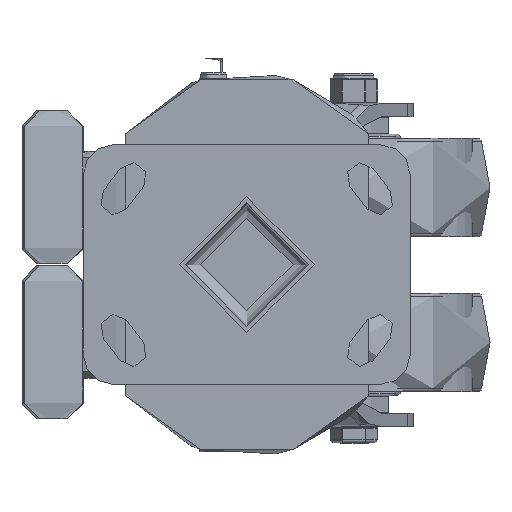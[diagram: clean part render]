
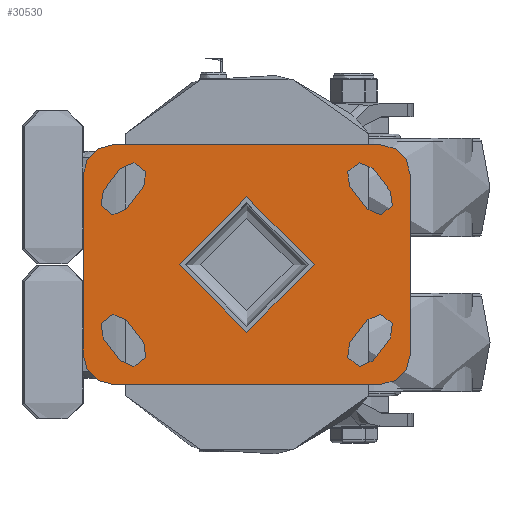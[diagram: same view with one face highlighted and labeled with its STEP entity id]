
A CAD part, top view. The second image highlights one B-rep face of the part: STEP entity #30530.
In plain terms, the highlighted planar face has unit normal (0, 0, 1).
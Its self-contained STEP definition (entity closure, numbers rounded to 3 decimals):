
#2396=FACE_BOUND('',#5913,.T.);
#2397=FACE_BOUND('',#5914,.T.);
#2398=FACE_BOUND('',#5915,.T.);
#2399=FACE_BOUND('',#5916,.T.);
#2400=FACE_BOUND('',#5917,.T.);
#2773=PLANE('',#33569);
#4026=FACE_OUTER_BOUND('',#5912,.T.);
#5912=EDGE_LOOP('',(#23883,#23884,#23885,#23886,#23887,#23888,#23889,#23890));
#5913=EDGE_LOOP('',(#23891));
#5914=EDGE_LOOP('',(#23892,#23893,#23894,#23895));
#5915=EDGE_LOOP('',(#23896,#23897,#23898,#23899));
#5916=EDGE_LOOP('',(#23900,#23901,#23902,#23903));
#5917=EDGE_LOOP('',(#23904,#23905,#23906,#23907));
#7687=LINE('',#113593,#9490);
#7688=LINE('',#113595,#9491);
#7689=LINE('',#113596,#9492);
#7690=LINE('',#113597,#9493);
#7691=LINE('',#113598,#9494);
#7692=LINE('',#113599,#9495);
#7693=LINE('',#113600,#9496);
#7694=LINE('',#113601,#9497);
#7695=LINE('',#113602,#9498);
#7696=LINE('',#113603,#9499);
#7697=LINE('',#113604,#9500);
#7698=LINE('',#113605,#9501);
#9490=VECTOR('',#39113,1000.);
#9491=VECTOR('',#39116,1000.);
#9492=VECTOR('',#39117,1000.);
#9493=VECTOR('',#39118,1000.);
#9494=VECTOR('',#39119,1000.);
#9495=VECTOR('',#39120,1000.);
#9496=VECTOR('',#39121,1000.);
#9497=VECTOR('',#39122,1000.);
#9498=VECTOR('',#39123,1000.);
#9499=VECTOR('',#39124,1000.);
#9500=VECTOR('',#39125,1000.);
#9501=VECTOR('',#39126,1000.);
#11424=CIRCLE('',#33500,6.75);
#11425=CIRCLE('',#33502,6.75);
#11428=CIRCLE('',#33506,6.75);
#11429=CIRCLE('',#33508,6.75);
#11432=CIRCLE('',#33512,6.75);
#11433=CIRCLE('',#33514,6.75);
#11436=CIRCLE('',#33518,6.75);
#11437=CIRCLE('',#33520,6.75);
#11439=CIRCLE('',#33523,14.);
#11441=CIRCLE('',#33526,14.);
#11443=CIRCLE('',#33529,14.);
#11445=CIRCLE('',#33532,14.);
#11456=CIRCLE('',#33547,31.);
#13197=VERTEX_POINT('',#113419);
#13198=VERTEX_POINT('',#113421);
#13199=VERTEX_POINT('',#113425);
#13200=VERTEX_POINT('',#113426);
#13205=VERTEX_POINT('',#113437);
#13206=VERTEX_POINT('',#113439);
#13207=VERTEX_POINT('',#113443);
#13208=VERTEX_POINT('',#113444);
#13213=VERTEX_POINT('',#113455);
#13214=VERTEX_POINT('',#113457);
#13215=VERTEX_POINT('',#113461);
#13216=VERTEX_POINT('',#113462);
#13221=VERTEX_POINT('',#113473);
#13222=VERTEX_POINT('',#113475);
#13223=VERTEX_POINT('',#113479);
#13224=VERTEX_POINT('',#113480);
#13227=VERTEX_POINT('',#113488);
#13228=VERTEX_POINT('',#113489);
#13231=VERTEX_POINT('',#113497);
#13232=VERTEX_POINT('',#113498);
#13235=VERTEX_POINT('',#113506);
#13236=VERTEX_POINT('',#113507);
#13239=VERTEX_POINT('',#113515);
#13240=VERTEX_POINT('',#113516);
#13251=VERTEX_POINT('',#113546);
#16971=EDGE_CURVE('',#13198,#13197,#11424,.T.);
#16973=EDGE_CURVE('',#13199,#13200,#11425,.T.);
#16979=EDGE_CURVE('',#13206,#13205,#11428,.T.);
#16981=EDGE_CURVE('',#13207,#13208,#11429,.T.);
#16987=EDGE_CURVE('',#13214,#13213,#11432,.T.);
#16989=EDGE_CURVE('',#13215,#13216,#11433,.T.);
#16995=EDGE_CURVE('',#13222,#13221,#11436,.T.);
#16997=EDGE_CURVE('',#13223,#13224,#11437,.T.);
#17001=EDGE_CURVE('',#13227,#13228,#11439,.T.);
#17005=EDGE_CURVE('',#13231,#13232,#11441,.T.);
#17009=EDGE_CURVE('',#13235,#13236,#11443,.T.);
#17013=EDGE_CURVE('',#13239,#13240,#11445,.T.);
#17029=EDGE_CURVE('',#13251,#13251,#11456,.T.);
#17055=EDGE_CURVE('',#13232,#13239,#7687,.T.);
#17056=EDGE_CURVE('',#13228,#13231,#7688,.T.);
#17057=EDGE_CURVE('',#13236,#13227,#7689,.T.);
#17058=EDGE_CURVE('',#13240,#13235,#7690,.T.);
#17059=EDGE_CURVE('',#13221,#13223,#7691,.T.);
#17060=EDGE_CURVE('',#13224,#13222,#7692,.T.);
#17061=EDGE_CURVE('',#13213,#13215,#7693,.T.);
#17062=EDGE_CURVE('',#13216,#13214,#7694,.T.);
#17063=EDGE_CURVE('',#13205,#13207,#7695,.T.);
#17064=EDGE_CURVE('',#13208,#13206,#7696,.T.);
#17065=EDGE_CURVE('',#13197,#13199,#7697,.T.);
#17066=EDGE_CURVE('',#13200,#13198,#7698,.T.);
#23883=ORIENTED_EDGE('',*,*,#17013,.F.);
#23884=ORIENTED_EDGE('',*,*,#17055,.F.);
#23885=ORIENTED_EDGE('',*,*,#17005,.F.);
#23886=ORIENTED_EDGE('',*,*,#17056,.F.);
#23887=ORIENTED_EDGE('',*,*,#17001,.F.);
#23888=ORIENTED_EDGE('',*,*,#17057,.F.);
#23889=ORIENTED_EDGE('',*,*,#17009,.F.);
#23890=ORIENTED_EDGE('',*,*,#17058,.F.);
#23891=ORIENTED_EDGE('',*,*,#17029,.F.);
#23892=ORIENTED_EDGE('',*,*,#17059,.T.);
#23893=ORIENTED_EDGE('',*,*,#16997,.T.);
#23894=ORIENTED_EDGE('',*,*,#17060,.T.);
#23895=ORIENTED_EDGE('',*,*,#16995,.T.);
#23896=ORIENTED_EDGE('',*,*,#17061,.T.);
#23897=ORIENTED_EDGE('',*,*,#16989,.T.);
#23898=ORIENTED_EDGE('',*,*,#17062,.T.);
#23899=ORIENTED_EDGE('',*,*,#16987,.T.);
#23900=ORIENTED_EDGE('',*,*,#17063,.T.);
#23901=ORIENTED_EDGE('',*,*,#16981,.T.);
#23902=ORIENTED_EDGE('',*,*,#17064,.T.);
#23903=ORIENTED_EDGE('',*,*,#16979,.T.);
#23904=ORIENTED_EDGE('',*,*,#17065,.T.);
#23905=ORIENTED_EDGE('',*,*,#16973,.T.);
#23906=ORIENTED_EDGE('',*,*,#17066,.T.);
#23907=ORIENTED_EDGE('',*,*,#16971,.T.);
#30530=ADVANCED_FACE('',(#4026,#2396,#2397,#2398,#2399,#2400),#2773,.T.);
#33500=AXIS2_PLACEMENT_3D('',#113422,#38933,#38934);
#33502=AXIS2_PLACEMENT_3D('',#113427,#38938,#38939);
#33506=AXIS2_PLACEMENT_3D('',#113440,#38949,#38950);
#33508=AXIS2_PLACEMENT_3D('',#113445,#38954,#38955);
#33512=AXIS2_PLACEMENT_3D('',#113458,#38965,#38966);
#33514=AXIS2_PLACEMENT_3D('',#113463,#38970,#38971);
#33518=AXIS2_PLACEMENT_3D('',#113476,#38981,#38982);
#33520=AXIS2_PLACEMENT_3D('',#113481,#38986,#38987);
#33523=AXIS2_PLACEMENT_3D('',#113490,#38994,#38995);
#33526=AXIS2_PLACEMENT_3D('',#113499,#39002,#39003);
#33529=AXIS2_PLACEMENT_3D('',#113508,#39010,#39011);
#33532=AXIS2_PLACEMENT_3D('',#113517,#39018,#39019);
#33547=AXIS2_PLACEMENT_3D('',#113548,#39053,#39054);
#33569=AXIS2_PLACEMENT_3D('',#113594,#39114,#39115);
#38933=DIRECTION('center_axis',(0.,0.,-1.));
#38934=DIRECTION('ref_axis',(1.,0.,0.));
#38938=DIRECTION('center_axis',(0.,0.,-1.));
#38939=DIRECTION('ref_axis',(1.,0.,0.));
#38949=DIRECTION('center_axis',(0.,0.,-1.));
#38950=DIRECTION('ref_axis',(1.,0.,0.));
#38954=DIRECTION('center_axis',(0.,0.,-1.));
#38955=DIRECTION('ref_axis',(1.,0.,0.));
#38965=DIRECTION('center_axis',(0.,0.,-1.));
#38966=DIRECTION('ref_axis',(-1.,0.,0.));
#38970=DIRECTION('center_axis',(0.,0.,-1.));
#38971=DIRECTION('ref_axis',(-1.,0.,0.));
#38981=DIRECTION('center_axis',(0.,0.,-1.));
#38982=DIRECTION('ref_axis',(-1.,0.,0.));
#38986=DIRECTION('center_axis',(0.,0.,-1.));
#38987=DIRECTION('ref_axis',(-1.,0.,0.));
#38994=DIRECTION('center_axis',(0.,0.,-1.));
#38995=DIRECTION('ref_axis',(-0.707,0.707,0.));
#39002=DIRECTION('center_axis',(0.,0.,-1.));
#39003=DIRECTION('ref_axis',(0.707,0.707,0.));
#39010=DIRECTION('center_axis',(0.,0.,-1.));
#39011=DIRECTION('ref_axis',(-0.707,-0.707,0.));
#39018=DIRECTION('center_axis',(0.,0.,-1.));
#39019=DIRECTION('ref_axis',(0.707,-0.707,0.));
#39053=DIRECTION('center_axis',(0.,0.,1.));
#39054=DIRECTION('ref_axis',(1.,0.,0.));
#39113=DIRECTION('',(0.,-1.,0.));
#39114=DIRECTION('center_axis',(0.,0.,1.));
#39115=DIRECTION('ref_axis',(1.,0.,0.));
#39116=DIRECTION('',(1.,0.,0.));
#39117=DIRECTION('',(0.,1.,0.));
#39118=DIRECTION('',(-1.,0.,0.));
#39119=DIRECTION('',(-0.606,-0.795,0.));
#39120=DIRECTION('',(0.606,0.795,0.));
#39121=DIRECTION('',(-0.606,0.795,0.));
#39122=DIRECTION('',(0.606,-0.795,0.));
#39123=DIRECTION('',(0.606,-0.795,0.));
#39124=DIRECTION('',(-0.606,0.795,0.));
#39125=DIRECTION('',(0.606,0.795,0.));
#39126=DIRECTION('',(-0.606,-0.795,0.));
#113419=CARTESIAN_POINT('',(47.2,-35.82,0.));
#113421=CARTESIAN_POINT('',(57.937,-44.,0.));
#113422=CARTESIAN_POINT('Origin',(52.5,-40.,0.));
#113425=CARTESIAN_POINT('',(55.063,-25.5,0.));
#113426=CARTESIAN_POINT('',(65.8,-33.68,0.));
#113427=CARTESIAN_POINT('Origin',(60.5,-29.5,0.));
#113437=CARTESIAN_POINT('',(57.937,44.,0.));
#113439=CARTESIAN_POINT('',(47.2,35.82,0.));
#113440=CARTESIAN_POINT('Origin',(52.5,40.,0.));
#113443=CARTESIAN_POINT('',(65.8,33.68,0.));
#113444=CARTESIAN_POINT('',(55.063,25.5,0.));
#113445=CARTESIAN_POINT('Origin',(60.5,29.5,0.));
#113455=CARTESIAN_POINT('',(-57.937,-44.,0.));
#113457=CARTESIAN_POINT('',(-47.2,-35.82,0.));
#113458=CARTESIAN_POINT('Origin',(-52.5,-40.,0.));
#113461=CARTESIAN_POINT('',(-65.8,-33.68,0.));
#113462=CARTESIAN_POINT('',(-55.063,-25.5,0.));
#113463=CARTESIAN_POINT('Origin',(-60.5,-29.5,0.));
#113473=CARTESIAN_POINT('',(-47.2,35.82,0.));
#113475=CARTESIAN_POINT('',(-57.937,44.,0.));
#113476=CARTESIAN_POINT('Origin',(-52.5,40.,0.));
#113479=CARTESIAN_POINT('',(-55.063,25.5,0.));
#113480=CARTESIAN_POINT('',(-65.8,33.68,0.));
#113481=CARTESIAN_POINT('Origin',(-60.5,29.5,0.));
#113488=CARTESIAN_POINT('',(-75.,41.,0.));
#113489=CARTESIAN_POINT('',(-61.,55.,0.));
#113490=CARTESIAN_POINT('Origin',(-61.,41.,0.));
#113497=CARTESIAN_POINT('',(61.,55.,0.));
#113498=CARTESIAN_POINT('',(75.,41.,0.));
#113499=CARTESIAN_POINT('Origin',(61.,41.,0.));
#113506=CARTESIAN_POINT('',(-61.,-55.,0.));
#113507=CARTESIAN_POINT('',(-75.,-41.,0.));
#113508=CARTESIAN_POINT('Origin',(-61.,-41.,0.));
#113515=CARTESIAN_POINT('',(75.,-41.,0.));
#113516=CARTESIAN_POINT('',(61.,-55.,0.));
#113517=CARTESIAN_POINT('Origin',(61.,-41.,0.));
#113546=CARTESIAN_POINT('',(-31.,0.,0.));
#113548=CARTESIAN_POINT('Origin',(0.,0.,0.));
#113593=CARTESIAN_POINT('',(75.,55.,0.));
#113594=CARTESIAN_POINT('Origin',(0.,0.,0.));
#113595=CARTESIAN_POINT('',(-75.,55.,0.));
#113596=CARTESIAN_POINT('',(-75.,-55.,0.));
#113597=CARTESIAN_POINT('',(75.,-55.,0.));
#113598=CARTESIAN_POINT('',(-47.2,35.82,0.));
#113599=CARTESIAN_POINT('',(-57.937,44.,0.));
#113600=CARTESIAN_POINT('',(-57.937,-44.,0.));
#113601=CARTESIAN_POINT('',(-47.2,-35.82,0.));
#113602=CARTESIAN_POINT('',(57.937,44.,0.));
#113603=CARTESIAN_POINT('',(47.2,35.82,0.));
#113604=CARTESIAN_POINT('',(47.2,-35.82,0.));
#113605=CARTESIAN_POINT('',(57.937,-44.,0.));
